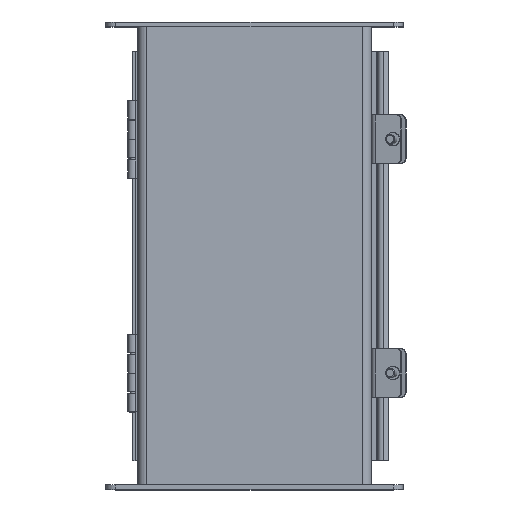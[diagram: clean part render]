
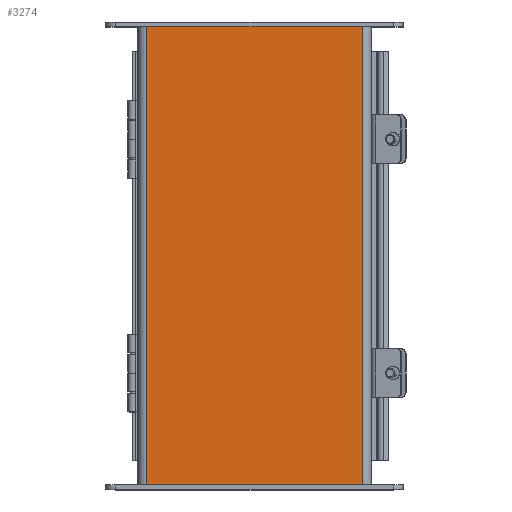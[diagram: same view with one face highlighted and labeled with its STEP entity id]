
A CAD part, top view. The second image highlights one B-rep face of the part: STEP entity #3274.
In plain terms, the highlighted planar face has unit normal (0, 0, 1).
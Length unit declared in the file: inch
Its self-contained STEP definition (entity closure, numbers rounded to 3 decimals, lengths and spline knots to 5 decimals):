
#201=PLANE($,#3507);
#344=FACE_OUTER_BOUND($,#524,.T.);
#524=EDGE_LOOP($,(#2335,#2336,#2337,#2338));
#906=LINE($,#4928,#1216);
#911=LINE($,#4946,#1221);
#915=LINE($,#4960,#1225);
#917=LINE($,#4963,#1227);
#1216=VECTOR($,#3921,12.);
#1221=VECTOR($,#3944,12.);
#1225=VECTOR($,#3964,5.5395);
#1227=VECTOR($,#3968,5.5395);
#1511=VERTEX_POINT($,#4925);
#1512=VERTEX_POINT($,#4927);
#1515=VERTEX_POINT($,#4943);
#1516=VERTEX_POINT($,#4945);
#1817=EDGE_CURVE($,#1512,#1511,#906,.T.);
#1826=EDGE_CURVE($,#1516,#1515,#911,.T.);
#1833=EDGE_CURVE($,#1512,#1515,#915,.T.);
#1835=EDGE_CURVE($,#1516,#1511,#917,.T.);
#2335=ORIENTED_EDGE($,*,*,#1817,.T.);
#2336=ORIENTED_EDGE($,*,*,#1835,.F.);
#2337=ORIENTED_EDGE($,*,*,#1826,.T.);
#2338=ORIENTED_EDGE($,*,*,#1833,.F.);
#3274=ADVANCED_FACE($,(#344),#201,.T.);
#3507=AXIS2_PLACEMENT_3D($,#4962,#3966,#3967);
#3921=DIRECTION($,(0.,-1.,0.));
#3944=DIRECTION($,(0.,1.,0.));
#3964=DIRECTION($,(1.,0.,0.));
#3966=DIRECTION('center_axis',(0.,0.,1.));
#3967=DIRECTION('ref_axis',(1.,0.,0.));
#3968=DIRECTION($,(-1.,0.,0.));
#4925=CARTESIAN_POINT('',(-2.76975,-6.,0.074));
#4927=CARTESIAN_POINT('',(-2.76975,6.,0.074));
#4928=CARTESIAN_POINT($,(-2.76975,3.,0.074));
#4943=CARTESIAN_POINT('',(2.76975,6.,0.074));
#4945=CARTESIAN_POINT('',(2.76975,-6.,0.074));
#4946=CARTESIAN_POINT($,(2.76975,-3.,0.074));
#4960=CARTESIAN_POINT($,(3.,6.,0.074));
#4962=CARTESIAN_POINT('Origin',(0.,0.,
0.074));
#4963=CARTESIAN_POINT($,(-3.,-6.,0.074));
